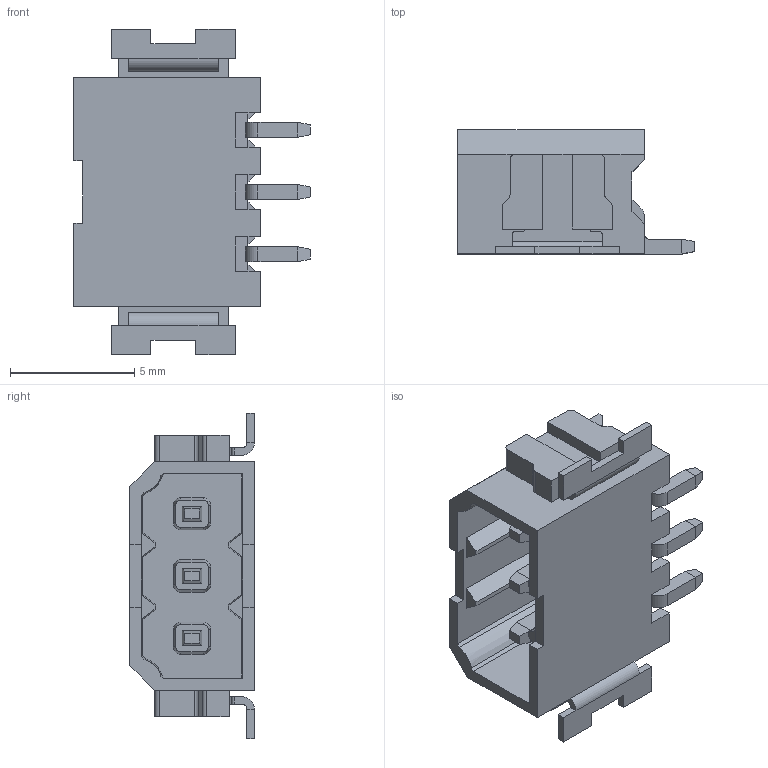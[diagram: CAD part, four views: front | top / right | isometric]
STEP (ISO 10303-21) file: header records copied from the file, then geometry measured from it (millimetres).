
FILE_DESCRIPTION(('SolidDesigner STEP Export'),'2;1');
FILE_NAME('ptsm_0.5-3-hho-2.5-smd-wh.stp','2013-02-22T11:25:11',(''),(''),'Creo Elements/Direct Modeling STEP processor for AP214 (Solid Model)','Creo Elements/Direct Modeling 18.1 06-May-2012 (C) Parametric Technology GmbH','');
FILE_SCHEMA(('AUTOMOTIVE_DESIGN { 1 0 10303 214 1 1 1 1 }'));
Length unit declared in the file: millimetre
Products named in the file (2): ptsm_0.5-3-hho-2.5-smd-wh
Assembly tree (1 placements, depth 2):
  ptsm_0.5-3-hho-2.5-smd-wh
    ptsm_0.5-3-hho-2.5-smd-wh
Bounding box: 9.5 x 5 x 13.1 mm (x, y, z)
Volume: 203.9 mm3; surface area: 555.8 mm2
Topology: 1 solids, 1 shells, 276 faces, 759 edges, 494 vertices
Faces by surface type: plane 229, cylinder 33, cone 14
Entity records: 10824 total; most frequent: CARTESIAN_POINT 1557, ORIENTED_EDGE 1518, DIRECTION 1369, EDGE_CURVE 759, VECTOR 653, LINE 653, VERTEX_POINT 494, AXIS2_PLACEMENT_3D 358
